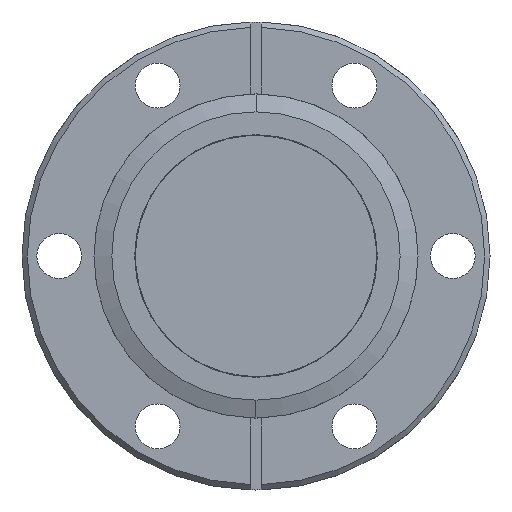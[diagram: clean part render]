
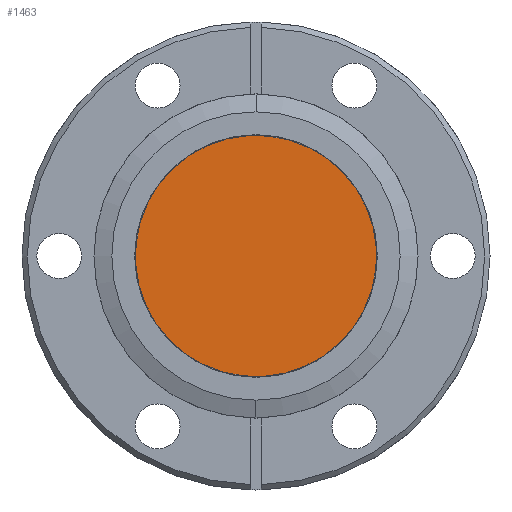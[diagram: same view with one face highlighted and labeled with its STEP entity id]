
A CAD part, left-side view. The second image highlights one B-rep face of the part: STEP entity #1463.
In plain terms, the highlighted planar face has unit normal (-1, 0, 0).
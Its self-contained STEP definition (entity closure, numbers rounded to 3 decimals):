
#149 = CARTESIAN_POINT ( 'NONE',  ( 4.018, -12.487, -12.965 ) ) ;
#252 = VERTEX_POINT ( 'NONE', #149 ) ;
#282 = AXIS2_PLACEMENT_3D ( 'NONE', #1894, #948, #982 ) ;
#316 = CARTESIAN_POINT ( 'NONE',  ( 4.018, 0., 0. ) ) ;
#406 = CARTESIAN_POINT ( 'NONE',  ( 4.018, 12.487, 12.965 ) ) ;
#412 = VERTEX_POINT ( 'NONE', #406 ) ;
#431 = ORIENTED_EDGE ( 'NONE', *, *, #1131, .T. ) ;
#488 = PLANE ( 'NONE',  #1205 ) ;
#627 = DIRECTION ( 'NONE',  ( 0., -0.694, -0.72 ) ) ;
#716 = CIRCLE ( 'NONE', #282, 18. ) ;
#831 = DIRECTION ( 'NONE',  ( 0., -0.694, -0.72 ) ) ;
#948 = DIRECTION ( 'NONE',  ( -1., 0., 0. ) ) ;
#982 = DIRECTION ( 'NONE',  ( 0., -0.694, -0.72 ) ) ;
#1131 = EDGE_CURVE ( 'NONE', #252, #412, #1200, .T. ) ;
#1169 = ORIENTED_EDGE ( 'NONE', *, *, #1280, .T. ) ;
#1200 = CIRCLE ( 'NONE', #2048, 18. ) ;
#1205 = AXIS2_PLACEMENT_3D ( 'NONE', #316, #1404, #627 ) ;
#1280 = EDGE_CURVE ( 'NONE', #412, #252, #716, .T. ) ;
#1293 = DIRECTION ( 'NONE',  ( -1., 0., 0. ) ) ;
#1404 = DIRECTION ( 'NONE',  ( -1., 0., 0. ) ) ;
#1463 = ADVANCED_FACE ( 'NONE', ( #1807 ), #488, .T. ) ;
#1590 = EDGE_LOOP ( 'NONE', ( #1169, #431 ) ) ;
#1706 = CARTESIAN_POINT ( 'NONE',  ( 4.018, 0., 0. ) ) ;
#1807 = FACE_OUTER_BOUND ( 'NONE', #1590, .T. ) ;
#1894 = CARTESIAN_POINT ( 'NONE',  ( 4.018, 0., 0. ) ) ;
#2048 = AXIS2_PLACEMENT_3D ( 'NONE', #1706, #1293, #831 ) ;
